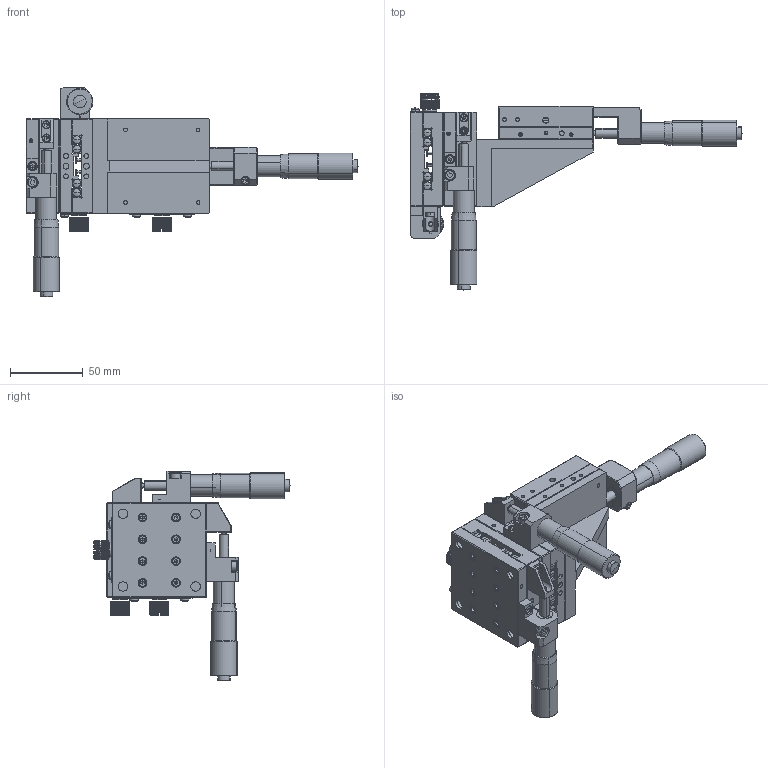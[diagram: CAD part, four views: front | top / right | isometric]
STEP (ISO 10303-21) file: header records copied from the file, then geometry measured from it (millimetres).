
FILE_DESCRIPTION (( 'STEP AP203' ), '1' );
FILE_NAME ('NFP-3462LLZ.step', '2019-05-08T07:26:40', ( '' ), ( '' ), 'SwSTEP 2.0', 'SolidWorks 2017', '' );
FILE_SCHEMA (( 'CONFIG_CONTROL_DESIGN' ));
Length unit declared in the file: millimetre
Products named in the file (1): NFP-3462LLZ
Bounding box: 228.5 x 135 x 144.5 mm (x, y, z)
Surface area: 125851.7 mm2 (no closed solid volume)
Topology: 0 solids, 145 shells, 1652 faces, 6492 edges, 4824 vertices
Faces by surface type: plane 823, cylinder 523, cone 171, torus 62, bspline 48, sphere 25
Entity records: 68368 total; most frequent: CARTESIAN_POINT 15367, DIRECTION 11101, ORIENTED_EDGE 9387, EDGE_CURVE 6376, VERTEX_POINT 4815, VECTOR 3859, LINE 3859, AXIS2_PLACEMENT_3D 3621
